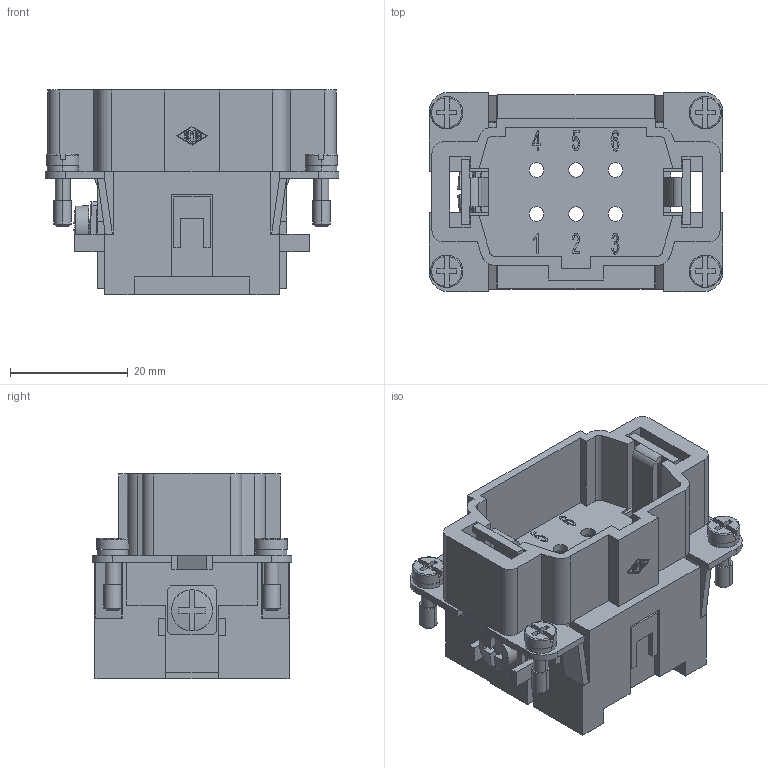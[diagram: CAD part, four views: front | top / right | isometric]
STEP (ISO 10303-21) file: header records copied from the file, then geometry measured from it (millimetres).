
FILE_DESCRIPTION(('Creo Elements/Direct Modeling STEP Export'),'2;1');
FILE_NAME('0ln7uvk46blhovp4616','2016-12-23T11:07:07',(''),(''),'PTC Creo Elements/Direct Modeling STEP processor for AP214 (Solid Model)','PTC Creo Elements/Direct Modeling 19.0E 27-Jun-2016 (C) Parametric Technology GmbH','');
FILE_SCHEMA(('AUTOMOTIVE_DESIGN { 1 0 10303 214 1 1 1 1 }'));
Length unit declared in the file: millimetre
Products named in the file (2): RCEM_06
Assembly tree (1 placements, depth 2):
  RCEM_06
    RCEM_06
Bounding box: 50 x 34 x 34.9 mm (x, y, z)
Volume: 23024.6 mm3; surface area: 15872.9 mm2
Topology: 1 solids, 1 shells, 737 faces, 2024 edges, 1330 vertices
Faces by surface type: plane 484, cylinder 126, bspline 49, extrusion 49, torus 16, cone 8, sphere 5
Entity records: 30224 total; most frequent: CARTESIAN_POINT 5735, ORIENTED_EDGE 4052, DIRECTION 3462, EDGE_CURVE 2026, VECTOR 1518, LINE 1469, VERTEX_POINT 1331, AXIS2_PLACEMENT_3D 972
